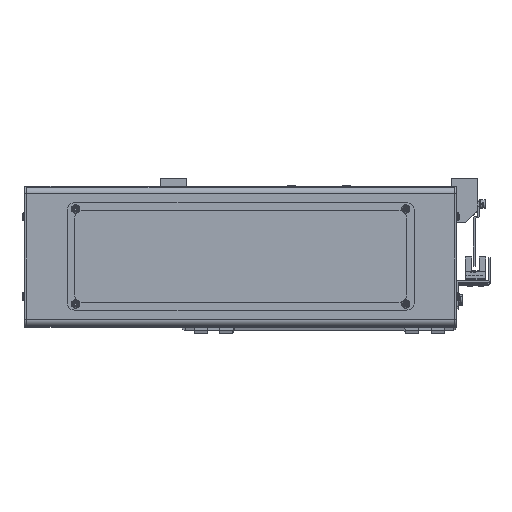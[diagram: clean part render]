
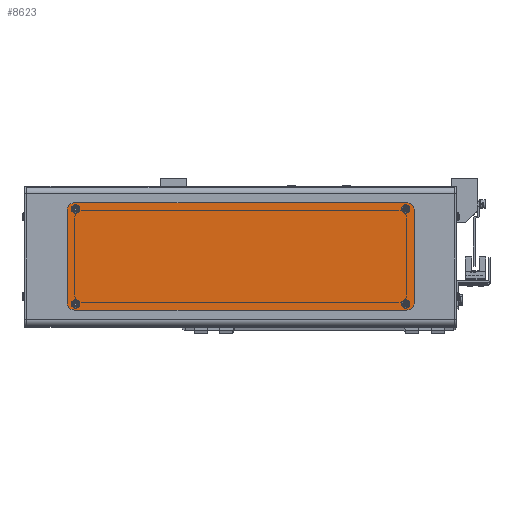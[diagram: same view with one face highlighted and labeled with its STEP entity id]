
A CAD part, top view. The second image highlights one B-rep face of the part: STEP entity #8623.
In plain terms, the highlighted planar face has unit normal (0, 0, 1).
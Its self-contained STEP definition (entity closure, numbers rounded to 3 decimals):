
#124 = ORIENTED_EDGE ( 'NONE', *, *, #17036, .F. ) ;
#189 = EDGE_CURVE ( 'NONE', #66711, #4945, #63410, .T. ) ;
#237 = FACE_BOUND ( 'NONE', #7133, .T. ) ;
#678 = CARTESIAN_POINT ( 'NONE',  ( -113.25, -30., 2. ) ) ;
#1210 = AXIS2_PLACEMENT_3D ( 'NONE', #65419, #65250, #65153 ) ;
#2527 = EDGE_CURVE ( 'NONE', #53399, #43149, #63064, .T. ) ;
#2945 = VERTEX_POINT ( 'NONE', #3381 ) ;
#3381 = CARTESIAN_POINT ( 'NONE',  ( -108.25, 35., 2. ) ) ;
#3949 = FACE_OUTER_BOUND ( 'NONE', #74236, .T. ) ;
#4154 = DIRECTION ( 'NONE',  ( -1., 0., 0. ) ) ;
#4945 = VERTEX_POINT ( 'NONE', #15470 ) ;
#4960 = ORIENTED_EDGE ( 'NONE', *, *, #35584, .T. ) ;
#5675 = DIRECTION ( 'NONE',  ( 0., 1., 0. ) ) ;
#6186 = EDGE_CURVE ( 'NONE', #16848, #31682, #30168, .T. ) ;
#6362 = CARTESIAN_POINT ( 'NONE',  ( -107.75, -31., 2. ) ) ;
#7133 = EDGE_LOOP ( 'NONE', ( #15075, #10590 ) ) ;
#7521 = AXIS2_PLACEMENT_3D ( 'NONE', #30906, #30204, #30134 ) ;
#8623 = ADVANCED_FACE ( 'NONE', ( #62991, #47307, #3949, #237, #61195 ), #30660, .T. ) ;
#9695 = DIRECTION ( 'NONE',  ( 0., 0., 1. ) ) ;
#9742 = EDGE_CURVE ( 'NONE', #76113, #44931, #54692, .T. ) ;
#10590 = ORIENTED_EDGE ( 'NONE', *, *, #2527, .F. ) ;
#10612 = CARTESIAN_POINT ( 'NONE',  ( 108.25, -30., 2. ) ) ;
#10681 = DIRECTION ( 'NONE',  ( 0., 0., 1. ) ) ;
#11528 = AXIS2_PLACEMENT_3D ( 'NONE', #67740, #32478, #73591 ) ;
#11648 = CARTESIAN_POINT ( 'NONE',  ( 113.25, 30., 2. ) ) ;
#11845 = AXIS2_PLACEMENT_3D ( 'NONE', #45003, #9695, #50942 ) ;
#12368 = DIRECTION ( 'NONE',  ( 1., 0., 0. ) ) ;
#14371 = VERTEX_POINT ( 'NONE', #21603 ) ;
#14691 = EDGE_CURVE ( 'NONE', #14371, #59684, #31133, .T. ) ;
#15075 = ORIENTED_EDGE ( 'NONE', *, *, #17762, .F. ) ;
#15172 = AXIS2_PLACEMENT_3D ( 'NONE', #21007, #20992, #20855 ) ;
#15470 = CARTESIAN_POINT ( 'NONE',  ( 108.25, -35., 2. ) ) ;
#15617 = CARTESIAN_POINT ( 'NONE',  ( 107.75, -31., 2. ) ) ;
#16128 = CARTESIAN_POINT ( 'NONE',  ( -108.25, -30., 2. ) ) ;
#16586 = DIRECTION ( 'NONE',  ( 1., 0., 0. ) ) ;
#16791 = CIRCLE ( 'NONE', #11528, 1.7 ) ;
#16848 = VERTEX_POINT ( 'NONE', #73495 ) ;
#17036 = EDGE_CURVE ( 'NONE', #75583, #44474, #22520, .T. ) ;
#17603 = DIRECTION ( 'NONE',  ( 0., 0., 1. ) ) ;
#17762 = EDGE_CURVE ( 'NONE', #43149, #53399, #23338, .T. ) ;
#18639 = EDGE_CURVE ( 'NONE', #76216, #24762, #52687, .T. ) ;
#20253 = CIRCLE ( 'NONE', #20663, 5. ) ;
#20304 = CARTESIAN_POINT ( 'NONE',  ( -106.05, 31., 2. ) ) ;
#20663 = AXIS2_PLACEMENT_3D ( 'NONE', #60862, #25556, #66745 ) ;
#20732 = EDGE_CURVE ( 'NONE', #44474, #75583, #16791, .T. ) ;
#20793 = LINE ( 'NONE', #39507, #32730 ) ;
#20855 = DIRECTION ( 'NONE',  ( 1., 0., 0. ) ) ;
#20992 = DIRECTION ( 'NONE',  ( 0., 0., 1. ) ) ;
#21007 = CARTESIAN_POINT ( 'NONE',  ( 107.75, 31., 2. ) ) ;
#21328 = VECTOR ( 'NONE', #5675, 1000. ) ;
#21529 = DIRECTION ( 'NONE',  ( 1., 0., 0. ) ) ;
#21603 = CARTESIAN_POINT ( 'NONE',  ( -106.05, -31., 2. ) ) ;
#22021 = DIRECTION ( 'NONE',  ( 1., 0., 0. ) ) ;
#22520 = CIRCLE ( 'NONE', #71921, 1.7 ) ;
#22854 = EDGE_CURVE ( 'NONE', #59684, #14371, #36834, .T. ) ;
#23338 = CIRCLE ( 'NONE', #67567, 1.7 ) ;
#23383 = ORIENTED_EDGE ( 'NONE', *, *, #189, .T. ) ;
#23953 = VERTEX_POINT ( 'NONE', #60838 ) ;
#24185 = ORIENTED_EDGE ( 'NONE', *, *, #28994, .T. ) ;
#24762 = VERTEX_POINT ( 'NONE', #62247 ) ;
#25556 = DIRECTION ( 'NONE',  ( 0., 0., 1. ) ) ;
#26208 = DIRECTION ( 'NONE',  ( 0., 0., 1. ) ) ;
#26554 = VECTOR ( 'NONE', #50667, 1000. ) ;
#28994 = EDGE_CURVE ( 'NONE', #23953, #2945, #20793, .T. ) ;
#30134 = DIRECTION ( 'NONE',  ( 1., 0., 0. ) ) ;
#30168 = LINE ( 'NONE', #53460, #63334 ) ;
#30204 = DIRECTION ( 'NONE',  ( 0., 0., 1. ) ) ;
#30660 = PLANE ( 'NONE',  #7521 ) ;
#30906 = CARTESIAN_POINT ( 'NONE',  ( -108.25, 30., 2. ) ) ;
#31133 = CIRCLE ( 'NONE', #69339, 1.7 ) ;
#31324 = CARTESIAN_POINT ( 'NONE',  ( -109.45, 31., 2. ) ) ;
#31682 = VERTEX_POINT ( 'NONE', #678 ) ;
#32478 = DIRECTION ( 'NONE',  ( 0., 0., 1. ) ) ;
#32730 = VECTOR ( 'NONE', #4154, 1000. ) ;
#33075 = CIRCLE ( 'NONE', #11845, 5. ) ;
#33956 = CIRCLE ( 'NONE', #52339, 5. ) ;
#34909 = CARTESIAN_POINT ( 'NONE',  ( 109.45, 31., 2. ) ) ;
#35584 = EDGE_CURVE ( 'NONE', #31682, #66711, #33956, .T. ) ;
#36162 = ORIENTED_EDGE ( 'NONE', *, *, #18639, .T. ) ;
#36645 = CARTESIAN_POINT ( 'NONE',  ( 106.05, -31., 2. ) ) ;
#36834 = CIRCLE ( 'NONE', #59073, 1.7 ) ;
#36888 = ORIENTED_EDGE ( 'NONE', *, *, #22854, .F. ) ;
#37016 = ORIENTED_EDGE ( 'NONE', *, *, #6186, .T. ) ;
#37441 = EDGE_LOOP ( 'NONE', ( #124, #51765 ) ) ;
#38398 = EDGE_LOOP ( 'NONE', ( #47537, #68217 ) ) ;
#39507 = CARTESIAN_POINT ( 'NONE',  ( -108.25, 35., 2. ) ) ;
#40235 = AXIS2_PLACEMENT_3D ( 'NONE', #10612, #51847, #16586 ) ;
#40562 = AXIS2_PLACEMENT_3D ( 'NONE', #15617, #56843, #21529 ) ;
#43149 = VERTEX_POINT ( 'NONE', #63729 ) ;
#44474 = VERTEX_POINT ( 'NONE', #20304 ) ;
#44765 = CARTESIAN_POINT ( 'NONE',  ( -109.45, -31., 2. ) ) ;
#44931 = VERTEX_POINT ( 'NONE', #66044 ) ;
#45003 = CARTESIAN_POINT ( 'NONE',  ( -108.25, 30., 2. ) ) ;
#45980 = CARTESIAN_POINT ( 'NONE',  ( -107.75, 31., 2. ) ) ;
#46730 = EDGE_LOOP ( 'NONE', ( #36888, #47127 ) ) ;
#47127 = ORIENTED_EDGE ( 'NONE', *, *, #14691, .F. ) ;
#47307 = FACE_BOUND ( 'NONE', #37441, .T. ) ;
#47537 = ORIENTED_EDGE ( 'NONE', *, *, #9742, .F. ) ;
#47553 = ORIENTED_EDGE ( 'NONE', *, *, #53947, .T. ) ;
#47605 = DIRECTION ( 'NONE',  ( 0., 0., 1. ) ) ;
#50593 = CARTESIAN_POINT ( 'NONE',  ( 108.25, -35., 2. ) ) ;
#50667 = DIRECTION ( 'NONE',  ( 1., 0., 0. ) ) ;
#50942 = DIRECTION ( 'NONE',  ( 1., 0., 0. ) ) ;
#51034 = EDGE_CURVE ( 'NONE', #44931, #76113, #76281, .T. ) ;
#51765 = ORIENTED_EDGE ( 'NONE', *, *, #20732, .F. ) ;
#51847 = DIRECTION ( 'NONE',  ( 0., 0., 1. ) ) ;
#51923 = DIRECTION ( 'NONE',  ( 1., 0., 0. ) ) ;
#52339 = AXIS2_PLACEMENT_3D ( 'NONE', #16128, #57337, #22021 ) ;
#52687 = LINE ( 'NONE', #11648, #21328 ) ;
#52873 = CARTESIAN_POINT ( 'NONE',  ( 107.75, 31., 2. ) ) ;
#53362 = DIRECTION ( 'NONE',  ( 0., -1., 0. ) ) ;
#53399 = VERTEX_POINT ( 'NONE', #34909 ) ;
#53460 = CARTESIAN_POINT ( 'NONE',  ( -113.25, -30., 2. ) ) ;
#53947 = EDGE_CURVE ( 'NONE', #4945, #76216, #70651, .T. ) ;
#54692 = CIRCLE ( 'NONE', #1210, 1.7 ) ;
#56843 = DIRECTION ( 'NONE',  ( 0., 0., 1. ) ) ;
#56892 = EDGE_CURVE ( 'NONE', #24762, #23953, #20253, .T. ) ;
#57337 = DIRECTION ( 'NONE',  ( 0., 0., 1. ) ) ;
#57948 = EDGE_CURVE ( 'NONE', #2945, #16848, #33075, .T. ) ;
#58797 = DIRECTION ( 'NONE',  ( 1., 0., 0. ) ) ;
#59073 = AXIS2_PLACEMENT_3D ( 'NONE', #6362, #47605, #12368 ) ;
#59684 = VERTEX_POINT ( 'NONE', #44765 ) ;
#60838 = CARTESIAN_POINT ( 'NONE',  ( 108.25, 35., 2. ) ) ;
#60862 = CARTESIAN_POINT ( 'NONE',  ( 108.25, 30., 2. ) ) ;
#61195 = FACE_BOUND ( 'NONE', #46730, .T. ) ;
#61505 = CARTESIAN_POINT ( 'NONE',  ( -107.75, -31., 2. ) ) ;
#62247 = CARTESIAN_POINT ( 'NONE',  ( 113.25, 30., 2. ) ) ;
#62991 = FACE_BOUND ( 'NONE', #38398, .T. ) ;
#63064 = CIRCLE ( 'NONE', #15172, 1.7 ) ;
#63334 = VECTOR ( 'NONE', #53362, 1000. ) ;
#63410 = LINE ( 'NONE', #50593, #26554 ) ;
#63729 = CARTESIAN_POINT ( 'NONE',  ( 106.05, 31., 2. ) ) ;
#65153 = DIRECTION ( 'NONE',  ( 1., 0., 0. ) ) ;
#65250 = DIRECTION ( 'NONE',  ( 0., 0., 1. ) ) ;
#65419 = CARTESIAN_POINT ( 'NONE',  ( 107.75, -31., 2. ) ) ;
#66044 = CARTESIAN_POINT ( 'NONE',  ( 109.45, -31., 2. ) ) ;
#66711 = VERTEX_POINT ( 'NONE', #69767 ) ;
#66745 = DIRECTION ( 'NONE',  ( 1., 0., 0. ) ) ;
#67389 = DIRECTION ( 'NONE',  ( 1., 0., 0. ) ) ;
#67567 = AXIS2_PLACEMENT_3D ( 'NONE', #52873, #17603, #58797 ) ;
#67740 = CARTESIAN_POINT ( 'NONE',  ( -107.75, 31., 2. ) ) ;
#68217 = ORIENTED_EDGE ( 'NONE', *, *, #51034, .F. ) ;
#68482 = ORIENTED_EDGE ( 'NONE', *, *, #57948, .T. ) ;
#69339 = AXIS2_PLACEMENT_3D ( 'NONE', #61505, #26208, #67389 ) ;
#69767 = CARTESIAN_POINT ( 'NONE',  ( -108.25, -35., 2. ) ) ;
#70651 = CIRCLE ( 'NONE', #40235, 5. ) ;
#71921 = AXIS2_PLACEMENT_3D ( 'NONE', #45980, #10681, #51923 ) ;
#72607 = CARTESIAN_POINT ( 'NONE',  ( 113.25, -30., 2. ) ) ;
#73495 = CARTESIAN_POINT ( 'NONE',  ( -113.25, 30., 2. ) ) ;
#73591 = DIRECTION ( 'NONE',  ( 1., 0., 0. ) ) ;
#74236 = EDGE_LOOP ( 'NONE', ( #68482, #37016, #4960, #23383, #47553, #36162, #74918, #24185 ) ) ;
#74918 = ORIENTED_EDGE ( 'NONE', *, *, #56892, .T. ) ;
#75583 = VERTEX_POINT ( 'NONE', #31324 ) ;
#76113 = VERTEX_POINT ( 'NONE', #36645 ) ;
#76216 = VERTEX_POINT ( 'NONE', #72607 ) ;
#76281 = CIRCLE ( 'NONE', #40562, 1.7 ) ;
